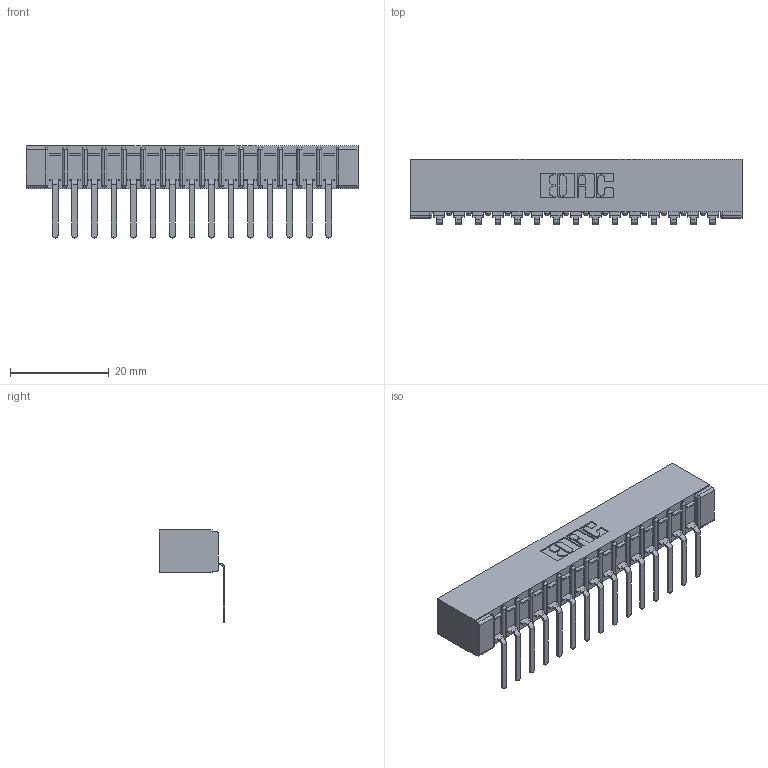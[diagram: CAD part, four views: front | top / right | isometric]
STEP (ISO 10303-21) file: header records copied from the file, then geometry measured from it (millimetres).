
FILE_DESCRIPTION (( 'STEP AP203' ), '1' );
FILE_NAME ('357-015-457-101.STEP', '2020-09-30T18:18:21', ( '' ), ( '' ), 'SwSTEP 2.0', 'SolidWorks 2020', '' );
FILE_SCHEMA (( 'CONFIG_CONTROL_DESIGN' ));
Length unit declared in the file: inch
Products named in the file (3): 307-290-002_557; 307 Part_No Mounting Lugs; 357-015-457-101
Assembly tree (16 placements, depth 2):
  357-015-457-101
    307 Part_No Mounting Lugs
    307-290-002_557  x15
Bounding box: 67.31 x 13.32 x 18.67 mm (x, y, z)
Volume: 4722.8 mm3; surface area: 8955.3 mm2
Topology: 16 solids, 16 shells, 1296 faces, 3959 edges, 2594 vertices
Faces by surface type: plane 771, cylinder 493, sphere 32
Entity records: 16764 total; most frequent: CARTESIAN_POINT 2824, ORIENTED_EDGE 2814, DIRECTION 2755, EDGE_CURVE 1407, LINE 1065, VECTOR 1065, VERTEX_POINT 914, AXIS2_PLACEMENT_3D 845
